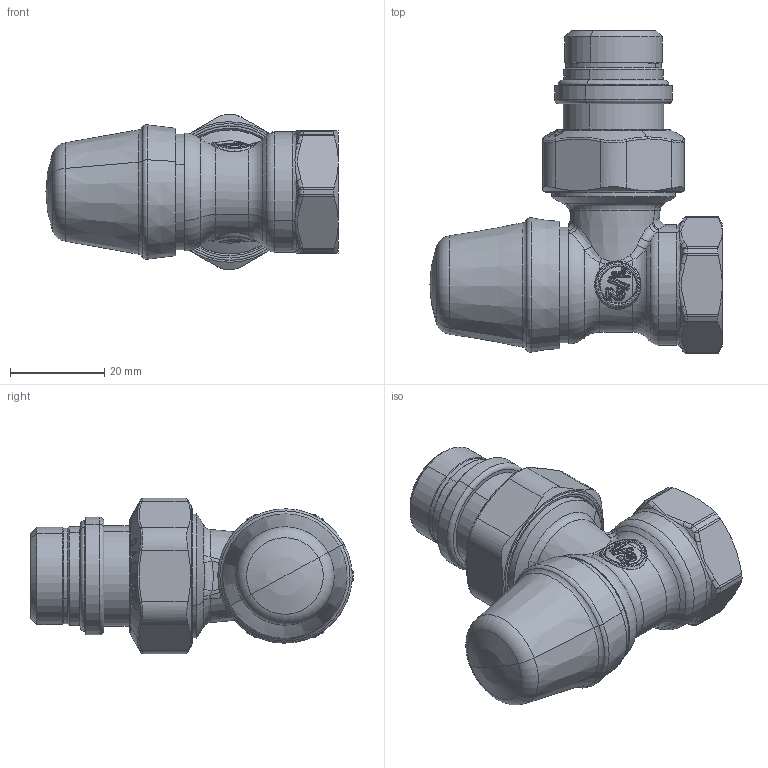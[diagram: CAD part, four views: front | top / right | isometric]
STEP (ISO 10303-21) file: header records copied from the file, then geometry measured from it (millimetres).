
FILE_DESCRIPTION(('CATIA V5 STEP Exchange'),'2;1');
FILE_NAME('STEP_431402_-_TST.stp','2019-08-29T12:30:56+00:00',('none'),('none'),'CATIA Version 5-6 Release 2016 SP4','CATIA V5 STEP AP203','none');
FILE_SCHEMA(('CONFIG_CONTROL_DESIGN'));
Length unit declared in the file: millimetre
Products named in the file (1): 431402 - TST
Bounding box: 61.9 x 68.4 x 32.93 mm (x, y, z)
Volume: 49013.7 mm3; surface area: 10275.2 mm2
Topology: 1 solids, 1 shells, 651 faces, 1579 edges, 909 vertices
Faces by surface type: bspline 273, plane 162, cylinder 79, torus 47, cone 47, sphere 43
Entity records: 34076 total; most frequent: CARTESIAN_POINT 22400, ORIENTED_EDGE 3078, EDGE_CURVE 1539, DIRECTION 1150, B_SPLINE_CURVE_WITH_KNOTS 1007, VERTEX_POINT 909, EDGE_LOOP 670, ADVANCED_FACE 651
